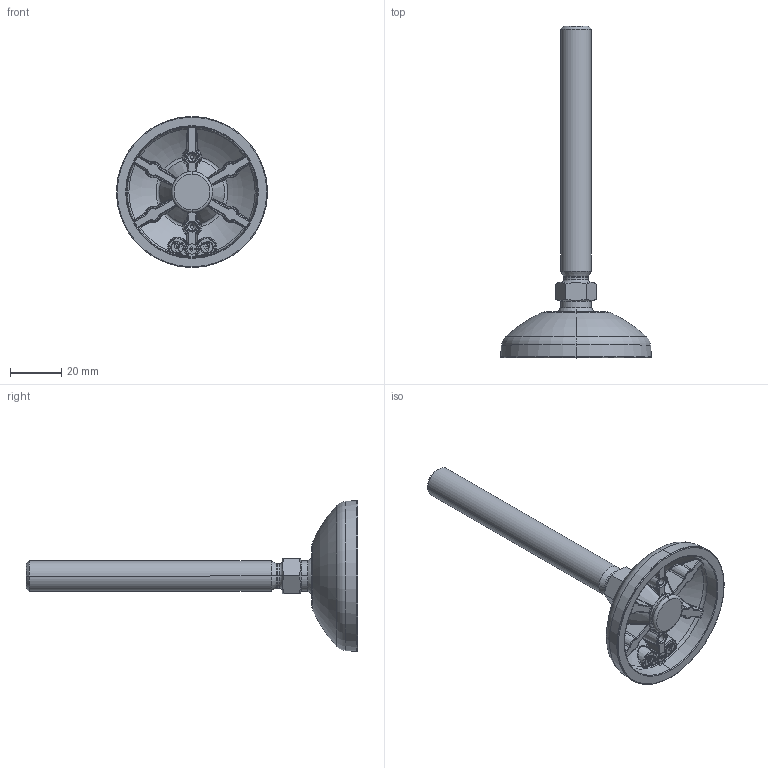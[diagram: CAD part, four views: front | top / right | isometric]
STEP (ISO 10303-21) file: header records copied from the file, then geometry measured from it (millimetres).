
FILE_DESCRIPTION (( 'STEP AP214' ), '1' );
FILE_NAME ('9d060k12100m.STEP', '2024-04-26T09:08:59', ( '' ), ( '' ), 'SwSTEP 2.0', 'SolidWorks 2023', '' );
FILE_SCHEMA (( 'AUTOMOTIVE_DESIGN' ));
Length unit declared in the file: millimetre
Products named in the file (3): 098D060K_098D60K u TAB; 098DM12____-a-Tab_098DM12100M; 9d060k12100m
Assembly tree (2 placements, depth 2):
  9d060k12100m
    098D060K_098D60K u TAB
    098DM12____-a-Tab_098DM12100M
Bounding box: 59 x 129.6 x 59 mm (x, y, z)
Volume: 31973.4 mm3; surface area: 15297.5 mm2
Topology: 2 solids, 2 shells, 694 faces, 1738 edges, 1031 vertices
Faces by surface type: plane 262, bspline 240, torus 76, cylinder 56, cone 48, sphere 12
Entity records: 25057 total; most frequent: CARTESIAN_POINT 10359, ORIENTED_EDGE 3382, DIRECTION 2593, EDGE_CURVE 1691, VERTEX_POINT 1024, AXIS2_PLACEMENT_3D 942, EDGE_LOOP 717, LINE 709
